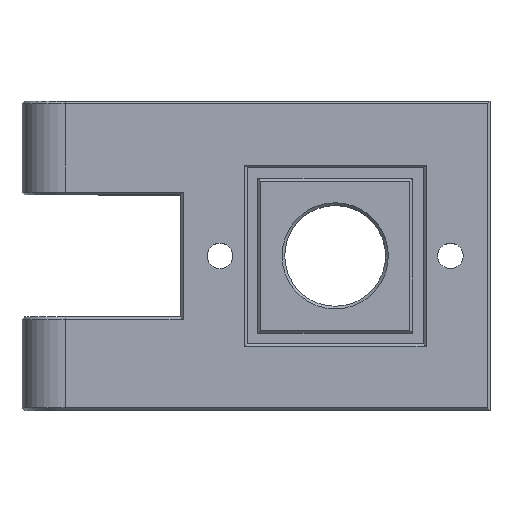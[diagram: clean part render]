
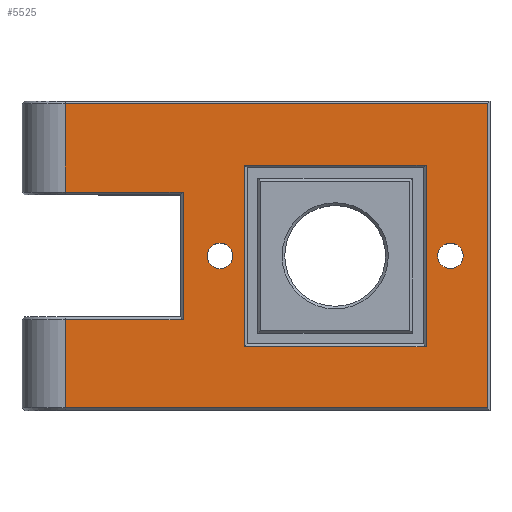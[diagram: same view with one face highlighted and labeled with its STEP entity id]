
A CAD part, top view. The second image highlights one B-rep face of the part: STEP entity #5525.
In plain terms, the highlighted planar face has unit normal (0, 0, 1).
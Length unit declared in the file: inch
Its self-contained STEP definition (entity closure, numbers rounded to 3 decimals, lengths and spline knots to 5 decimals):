
#107=FACE_BOUND('',#1028,.T.);
#108=FACE_BOUND('',#1029,.T.);
#109=FACE_BOUND('',#1030,.T.);
#224=PLANE('',#6013);
#375=CIRCLE('',#5862,0.1105);
#377=CIRCLE('',#5866,0.1105);
#691=FACE_OUTER_BOUND('',#1027,.T.);
#1027=EDGE_LOOP('',(#4547,#4548,#4549,#4550,#4551,#4552,#4553,#4554));
#1028=EDGE_LOOP('',(#4555));
#1029=EDGE_LOOP('',(#4556));
#1030=EDGE_LOOP('',(#4557,#4558,#4559,#4560));
#1626=LINE('',#10285,#2106);
#1628=LINE('',#10289,#2108);
#1631=LINE('',#10295,#2111);
#1647=LINE('',#10333,#2127);
#1648=LINE('',#10337,#2128);
#1649=LINE('',#10339,#2129);
#1650=LINE('',#10341,#2130);
#1651=LINE('',#10342,#2131);
#1652=LINE('',#10345,#2132);
#1653=LINE('',#10347,#2133);
#1654=LINE('',#10349,#2134);
#1655=LINE('',#10350,#2135);
#2106=VECTOR('',#7166,0.3937);
#2108=VECTOR('',#7170,0.3937);
#2111=VECTOR('',#7175,0.3937);
#2127=VECTOR('',#7215,0.3937);
#2128=VECTOR('',#7220,0.3937);
#2129=VECTOR('',#7221,0.3937);
#2130=VECTOR('',#7222,0.3937);
#2131=VECTOR('',#7223,0.3937);
#2132=VECTOR('',#7224,0.3937);
#2133=VECTOR('',#7225,0.3937);
#2134=VECTOR('',#7226,0.3937);
#2135=VECTOR('',#7227,0.3937);
#2541=VERTEX_POINT('',#9643);
#2543=VERTEX_POINT('',#9651);
#2669=VERTEX_POINT('',#10282);
#2670=VERTEX_POINT('',#10284);
#2671=VERTEX_POINT('',#10288);
#2673=VERTEX_POINT('',#10294);
#2683=VERTEX_POINT('',#10332);
#2684=VERTEX_POINT('',#10336);
#2685=VERTEX_POINT('',#10338);
#2686=VERTEX_POINT('',#10340);
#2687=VERTEX_POINT('',#10343);
#2688=VERTEX_POINT('',#10344);
#2689=VERTEX_POINT('',#10346);
#2690=VERTEX_POINT('',#10348);
#3143=EDGE_CURVE('',#2541,#2541,#375,.T.);
#3147=EDGE_CURVE('',#2543,#2543,#377,.T.);
#3353=EDGE_CURVE('',#2669,#2670,#1626,.T.);
#3355=EDGE_CURVE('',#2670,#2671,#1628,.T.);
#3358=EDGE_CURVE('',#2671,#2673,#1631,.T.);
#3378=EDGE_CURVE('',#2673,#2683,#1647,.T.);
#3380=EDGE_CURVE('',#2684,#2669,#1648,.T.);
#3381=EDGE_CURVE('',#2685,#2684,#1649,.T.);
#3382=EDGE_CURVE('',#2686,#2685,#1650,.T.);
#3383=EDGE_CURVE('',#2683,#2686,#1651,.T.);
#3384=EDGE_CURVE('',#2687,#2688,#1652,.T.);
#3385=EDGE_CURVE('',#2689,#2687,#1653,.T.);
#3386=EDGE_CURVE('',#2690,#2689,#1654,.T.);
#3387=EDGE_CURVE('',#2688,#2690,#1655,.T.);
#4547=ORIENTED_EDGE('',*,*,#3358,.F.);
#4548=ORIENTED_EDGE('',*,*,#3355,.F.);
#4549=ORIENTED_EDGE('',*,*,#3353,.F.);
#4550=ORIENTED_EDGE('',*,*,#3380,.F.);
#4551=ORIENTED_EDGE('',*,*,#3381,.F.);
#4552=ORIENTED_EDGE('',*,*,#3382,.F.);
#4553=ORIENTED_EDGE('',*,*,#3383,.F.);
#4554=ORIENTED_EDGE('',*,*,#3378,.F.);
#4555=ORIENTED_EDGE('',*,*,#3147,.T.);
#4556=ORIENTED_EDGE('',*,*,#3143,.T.);
#4557=ORIENTED_EDGE('',*,*,#3384,.F.);
#4558=ORIENTED_EDGE('',*,*,#3385,.F.);
#4559=ORIENTED_EDGE('',*,*,#3386,.F.);
#4560=ORIENTED_EDGE('',*,*,#3387,.F.);
#5525=ADVANCED_FACE('',(#691,#107,#108,#109),#224,.T.);
#5862=AXIS2_PLACEMENT_3D('',#9644,#6773,#6774);
#5866=AXIS2_PLACEMENT_3D('',#9652,#6783,#6784);
#6013=AXIS2_PLACEMENT_3D('',#10335,#7218,#7219);
#6773=DIRECTION('center_axis',(0.,0.,-1.));
#6774=DIRECTION('ref_axis',(1.,0.,0.));
#6783=DIRECTION('center_axis',(0.,0.,-1.));
#6784=DIRECTION('ref_axis',(1.,0.,0.));
#7166=DIRECTION('',(1.,0.,0.));
#7170=DIRECTION('',(0.,-1.,0.));
#7175=DIRECTION('',(-1.,0.,0.));
#7215=DIRECTION('',(0.,1.,0.));
#7218=DIRECTION('center_axis',(0.,0.,1.));
#7219=DIRECTION('ref_axis',(1.,0.,0.));
#7220=DIRECTION('',(0.,1.,0.));
#7221=DIRECTION('',(-1.,0.,0.));
#7222=DIRECTION('',(0.,1.,0.));
#7223=DIRECTION('',(1.,0.,0.));
#7224=DIRECTION('',(0.,-1.,0.));
#7225=DIRECTION('',(-1.,0.,0.));
#7226=DIRECTION('',(0.,1.,0.));
#7227=DIRECTION('',(1.,0.,0.));
#9643=CARTESIAN_POINT('',(-1.1105,0.,0.5));
#9644=CARTESIAN_POINT('Origin',(-1.,0.,
0.5));
#9651=CARTESIAN_POINT('',(0.8895,0.,0.5));
#9652=CARTESIAN_POINT('Origin',(1.,0.,
0.5));
#10282=CARTESIAN_POINT('',(-2.34393,1.3203,0.5));
#10284=CARTESIAN_POINT('',(1.3203,1.3203,0.5));
#10285=CARTESIAN_POINT('',(0.67196,1.3203,0.5));
#10288=CARTESIAN_POINT('',(1.3203,-1.3203,0.5));
#10289=CARTESIAN_POINT('',(1.3203,-0.67196,0.5));
#10294=CARTESIAN_POINT('',(-2.34393,-1.3203,0.5));
#10295=CARTESIAN_POINT('',(-0.67196,-1.3203,0.5));
#10332=CARTESIAN_POINT('',(-2.34393,-0.55362,0.5));
#10333=CARTESIAN_POINT('',(-2.34393,-1.34393,0.5));
#10335=CARTESIAN_POINT('Origin',(0.,0.,
0.5));
#10336=CARTESIAN_POINT('',(-2.34393,0.55362,0.5));
#10337=CARTESIAN_POINT('',(-2.34393,-1.34393,0.5));
#10338=CARTESIAN_POINT('',(-1.3203,0.55362,0.5));
#10339=CARTESIAN_POINT('',(-1.01571,0.55362,0.5));
#10340=CARTESIAN_POINT('',(-1.3203,-0.55362,0.5));
#10341=CARTESIAN_POINT('',(-1.3203,0.,0.5));
#10342=CARTESIAN_POINT('',(-1.01571,-0.55362,0.5));
#10343=CARTESIAN_POINT('',(-0.78862,0.78862,0.5));
#10344=CARTESIAN_POINT('',(-0.78862,-0.78862,0.5));
#10345=CARTESIAN_POINT('',(-0.78862,-0.3825,0.5));
#10346=CARTESIAN_POINT('',(0.78862,0.78862,0.5));
#10347=CARTESIAN_POINT('',(-0.3825,0.78862,0.5));
#10348=CARTESIAN_POINT('',(0.78862,-0.78862,0.5));
#10349=CARTESIAN_POINT('',(0.78862,0.3825,0.5));
#10350=CARTESIAN_POINT('',(0.3825,-0.78862,0.5));
